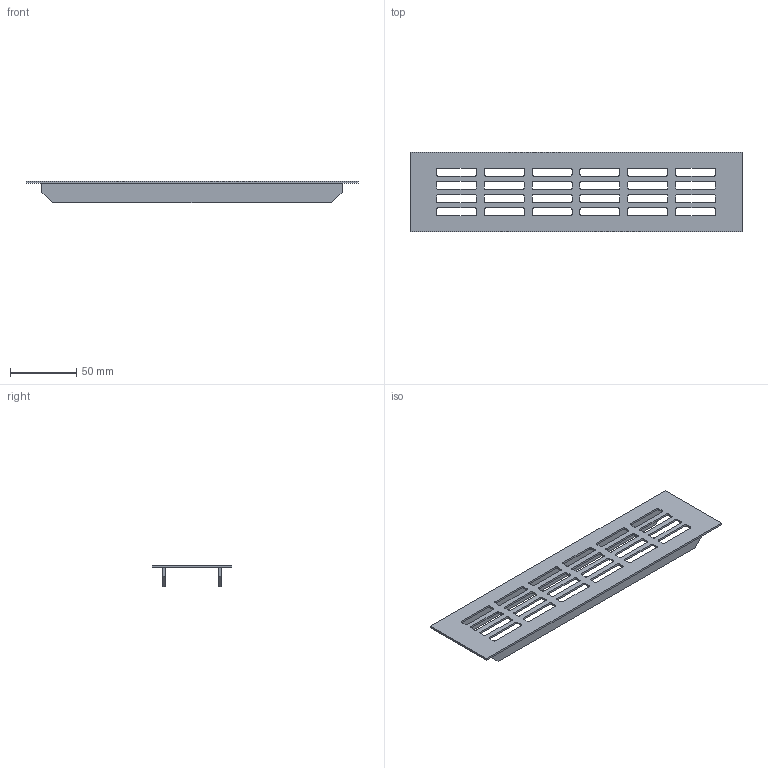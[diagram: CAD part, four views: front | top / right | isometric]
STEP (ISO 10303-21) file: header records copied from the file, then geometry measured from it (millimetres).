
FILE_DESCRIPTION (( 'STEP AP214' ), '1' );
FILE_NAME ('F000951,F000974,F000997_3D.step', '2022-08-15T13:44:03', ( '' ), ( '' ), 'SwSTEP 2.0', 'SolidWorks 2020', '' );
FILE_SCHEMA (( 'AUTOMOTIVE_DESIGN' ));
Length unit declared in the file: millimetre
Products named in the file (1): F000951,F000974,F000997_3D
Bounding box: 250 x 60 x 16.5 mm (x, y, z)
Volume: 29354.9 mm3; surface area: 38247.9 mm2
Topology: 1 solids, 1 shells, 212 faces, 624 edges, 416 vertices
Faces by surface type: plane 116, cylinder 96
Entity records: 7230 total; most frequent: CARTESIAN_POINT 1253, ORIENTED_EDGE 1248, DIRECTION 1242, EDGE_CURVE 624, LINE 432, VECTOR 432, VERTEX_POINT 416, AXIS2_PLACEMENT_3D 405
